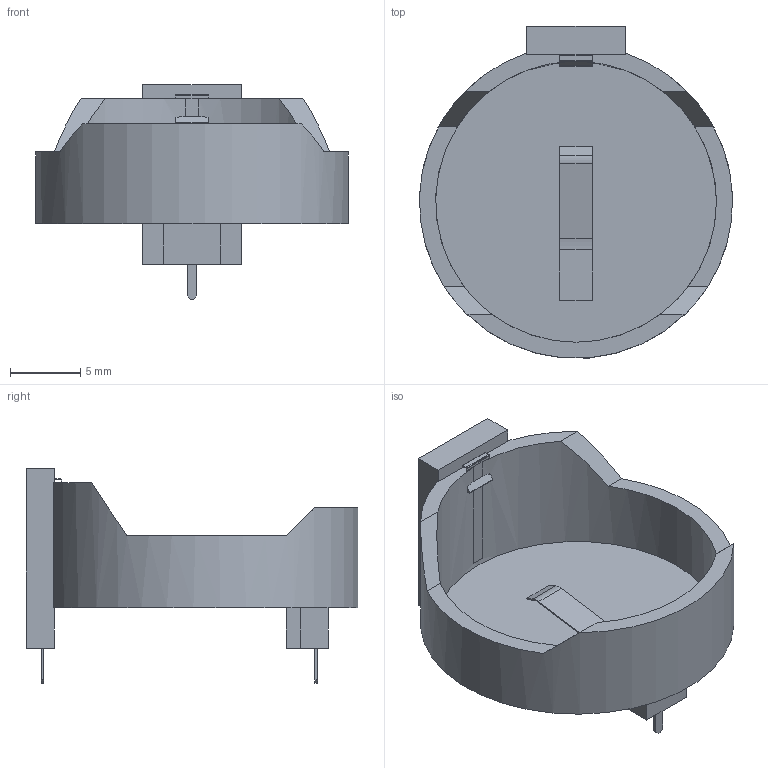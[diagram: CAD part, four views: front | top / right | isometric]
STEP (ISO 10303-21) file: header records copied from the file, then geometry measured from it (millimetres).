
FILE_DESCRIPTION(/* description */ ('Alibre Inc.'),/* implementation_level */ '2;1');
FILE_NAME(/* name */ 'export0',/* time_stamp */ '2014-09-26T15:09:04+03:00',/* author */ (''),/* organization */ (''),/* preprocessor_version */ 'ST-DEVELOPER v14',/* originating_system */ 'Alibre',/* authorisation */ '');
FILE_SCHEMA (('AUTOMOTIVE_DESIGN'));
Length unit declared in the file: centimetre
Bounding box: 22.28 x 23.62 x 15.3 mm (x, y, z)
Volume: 728.4 mm3; surface area: 1908 mm2
Topology: 2 solids, 2 shells, 71 faces, 192 edges, 128 vertices
Faces by surface type: plane 63, cylinder 8
Full cylindrical faces by diameter (mm): 20 x1
Entity records: 2190 total; most frequent: ORIENTED_EDGE 380, CARTESIAN_POINT 375, DIRECTION 291, EDGE_CURVE 190, VECTOR 148, LINE 148, VERTEX_POINT 127, AXIS2_PLACEMENT_3D 100
